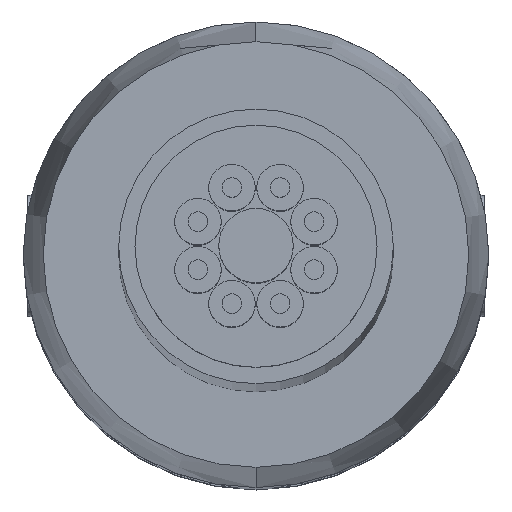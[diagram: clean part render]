
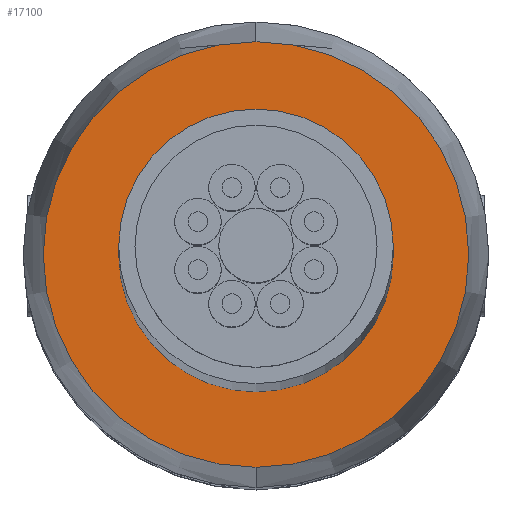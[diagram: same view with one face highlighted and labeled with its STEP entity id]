
A CAD part, top view. The second image highlights one B-rep face of the part: STEP entity #17100.
In plain terms, the highlighted planar face has unit normal (0, 0, 1).
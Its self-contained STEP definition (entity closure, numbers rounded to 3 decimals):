
#16500=CARTESIAN_POINT('',(0.,-4.57,0.));
#16510=VERTEX_POINT('',#16500);
#16540=CARTESIAN_POINT('',(0.,0.,0.
));
#16550=DIRECTION('',(0.,0.,-1.));
#16560=DIRECTION('',(0.,1.,0.));
#16570=AXIS2_PLACEMENT_3D('',#16540,#16550,#16560);
#16580=CIRCLE('',#16570,4.57);
#16590=CARTESIAN_POINT('',(4.57,0.,
0.));
#16600=VERTEX_POINT('',#16590);
#16610=EDGE_CURVE('',#16600,#16510,#16580,.T.);
#16630=CARTESIAN_POINT('',(0.,4.57,0.));
#16640=VERTEX_POINT('',#16630);
#16650=EDGE_CURVE('',#16640,#16600,#16580,.T.);
#16840=CARTESIAN_POINT('',(-0.423,0.322,0.));
#16850=DIRECTION('',(0.,0.,1.));
#16860=DIRECTION('',(-1.,0.,0.));
#16870=AXIS2_PLACEMENT_3D('',#16840,#16850,#16860);
#16880=PLANE('',#16870);
#16890=ORIENTED_EDGE('',*,*,#16610,.F.);
#16900=EDGE_CURVE('',#16510,#16640,#16580,.T.);
#16910=ORIENTED_EDGE('',*,*,#16900,.F.);
#16920=ORIENTED_EDGE('',*,*,#16650,.F.);
#16930=EDGE_LOOP('',(#16920,#16910,#16890));
#16940=FACE_OUTER_BOUND('',#16930,.T.);
#16950=CARTESIAN_POINT('',(0.,0.,
0.));
#16960=DIRECTION('',(0.,0.,1.));
#16970=DIRECTION('',(1.,0.,0.));
#16980=AXIS2_PLACEMENT_3D('',#16950,#16960,#16970);
#16990=CIRCLE('',#16980,2.95);
#17000=CARTESIAN_POINT('',(2.95,0.,
0.));
#17010=VERTEX_POINT('',#17000);
#17020=CARTESIAN_POINT('',(-2.95,0.,0.));
#17030=VERTEX_POINT('',#17020);
#17040=EDGE_CURVE('',#17010,#17030,#16990,.T.);
#17050=ORIENTED_EDGE('',*,*,#17040,.F.);
#17060=EDGE_CURVE('',#17030,#17010,#16990,.T.);
#17070=ORIENTED_EDGE('',*,*,#17060,.F.);
#17080=EDGE_LOOP('',(#17070,#17050));
#17090=FACE_BOUND('',#17080,.T.);
#17100=ADVANCED_FACE('',(#16940,#17090),#16880,.T.);
